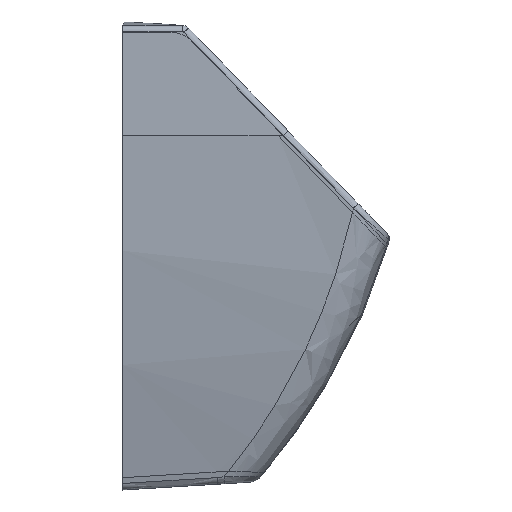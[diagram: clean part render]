
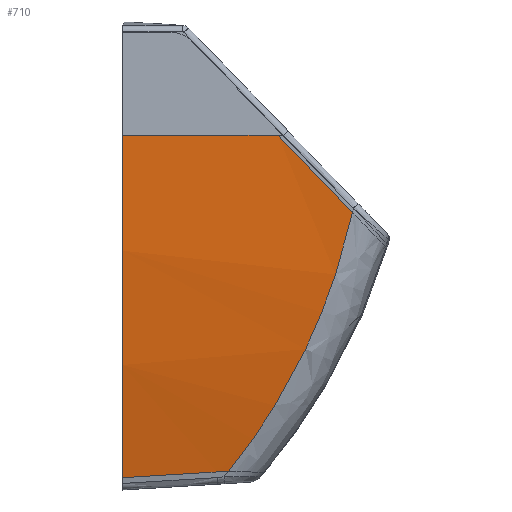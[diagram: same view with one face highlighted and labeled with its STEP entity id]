
A CAD part, left-side view. The second image highlights one B-rep face of the part: STEP entity #710.
In plain terms, the highlighted free-form (B-spline) face has degree [1, 3] with [2, 6] control points.
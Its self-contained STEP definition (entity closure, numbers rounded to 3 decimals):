
#340=LINE('',#7455,#453);
#453=VECTOR('',#4607,1.);
#710=ADVANCED_FACE('',(#1040),#976,.T.);
#976=B_SPLINE_SURFACE_WITH_KNOTS('',1,3,((#7460,#7461,#7462,#7463,#7464,
#7465),(#7466,#7467,#7468,#7469,#7470,#7471)),.UNSPECIFIED.,.F.,.F.,.F.,
(2,2),(4,2,4),(0.,1.),(0.,0.023,1.),.UNSPECIFIED.);
#1040=FACE_OUTER_BOUND('',#1302,.T.);
#1302=EDGE_LOOP('',(#1618,#1619,#1620,#1621,#1622,#1623,#1624));
#1618=ORIENTED_EDGE('',*,*,#3396,.F.);
#1619=ORIENTED_EDGE('',*,*,#3397,.F.);
#1620=ORIENTED_EDGE('',*,*,#3398,.F.);
#1621=ORIENTED_EDGE('',*,*,#3399,.F.);
#1622=ORIENTED_EDGE('',*,*,#3400,.F.);
#1623=ORIENTED_EDGE('',*,*,#3381,.T.);
#1624=ORIENTED_EDGE('',*,*,#3401,.F.);
#2957=VERTEX_POINT('',#6301);
#2958=VERTEX_POINT('',#6306);
#2972=VERTEX_POINT('',#7429);
#2973=VERTEX_POINT('',#7430);
#2974=VERTEX_POINT('',#7441);
#2975=VERTEX_POINT('',#7449);
#2976=VERTEX_POINT('',#7454);
#3381=EDGE_CURVE('',#2958,#2957,#4056,.T.);
#3396=EDGE_CURVE('',#2972,#2973,#4071,.T.);
#3397=EDGE_CURVE('',#2974,#2972,#4072,.T.);
#3398=EDGE_CURVE('',#2975,#2974,#4073,.T.);
#3399=EDGE_CURVE('',#2976,#2975,#4074,.T.);
#3400=EDGE_CURVE('',#2958,#2976,#340,.T.);
#3401=EDGE_CURVE('',#2973,#2957,#4075,.T.);
#4056=B_SPLINE_CURVE_WITH_KNOTS('',3,(#6302,#6303,#6304,#6305),
 .UNSPECIFIED.,.F.,.F.,(4,4),(0.,1.),.UNSPECIFIED.);
#4071=B_SPLINE_CURVE_WITH_KNOTS('',3,(#7415,#7416,#7417,#7418,#7419,#7420,
#7421,#7422,#7423,#7424,#7425,#7426,#7427,#7428),.UNSPECIFIED.,.F.,.F.,
(4,1,2,2,1,2,2,4),(0.,0.125,0.187,0.25,
0.375,0.437,0.5,1.),.UNSPECIFIED.);
#4072=B_SPLINE_CURVE_WITH_KNOTS('',3,(#7431,#7432,#7433,#7434,#7435,#7436,
#7437,#7438,#7439,#7440),.UNSPECIFIED.,.F.,.F.,(4,1,1,1,1,1,1,4),(0.,0.251,
0.505,0.758,0.822,0.885,
0.949,1.),.UNSPECIFIED.);
#4073=B_SPLINE_CURVE_WITH_KNOTS('',3,(#7442,#7443,#7444,#7445,#7446,#7447,
#7448),.UNSPECIFIED.,.F.,.F.,(4,1,1,1,4),(0.,0.493,0.745,
0.998,1.),.UNSPECIFIED.);
#4074=B_SPLINE_CURVE_WITH_KNOTS('',3,(#7450,#7451,#7452,#7453),
 .UNSPECIFIED.,.F.,.F.,(4,4),(0.,1.),.UNSPECIFIED.);
#4075=B_SPLINE_CURVE_WITH_KNOTS('',3,(#7456,#7457,#7458,#7459),
 .UNSPECIFIED.,.F.,.F.,(4,4),(0.,1.),.UNSPECIFIED.);
#4607=DIRECTION('',(0.017,-1.,0.));
#6301=CARTESIAN_POINT('',(-91.382,0.,-534.655));
#6302=CARTESIAN_POINT('',(-142.5,0.,-130.));
#6303=CARTESIAN_POINT('',(-142.5,0.,-266.417));
#6304=CARTESIAN_POINT('',(-125.26,0.,-402.695));
#6305=CARTESIAN_POINT('',(-91.382,0.,-534.655));
#6306=CARTESIAN_POINT('',(-142.501,0.,-130.));
#7415=CARTESIAN_POINT('',(-90.99,-125.054,-527.342));
#7416=CARTESIAN_POINT('',(-91.001,-124.459,-527.343));
#7417=CARTESIAN_POINT('',(-91.015,-123.593,-527.349));
#7418=CARTESIAN_POINT('',(-91.027,-122.769,-527.36));
#7419=CARTESIAN_POINT('',(-91.034,-122.229,-527.369));
#7420=CARTESIAN_POINT('',(-91.038,-121.925,-527.375));
#7421=CARTESIAN_POINT('',(-91.046,-121.256,-527.39));
#7422=CARTESIAN_POINT('',(-91.055,-120.502,-527.411));
#7423=CARTESIAN_POINT('',(-91.063,-119.622,-527.44));
#7424=CARTESIAN_POINT('',(-91.069,-119.008,-527.462));
#7425=CARTESIAN_POINT('',(-91.072,-118.652,-527.475));
#7426=CARTESIAN_POINT('',(-91.095,-115.944,-527.578));
#7427=CARTESIAN_POINT('',(-91.107,-113.712,-527.688));
#7428=CARTESIAN_POINT('',(-91.112,-111.656,-527.817));
#7429=CARTESIAN_POINT('',(-90.99,-125.054,-527.342));
#7430=CARTESIAN_POINT('',(-91.112,-111.656,-527.817));
#7431=CARTESIAN_POINT('',(-118.921,-216.312,-382.703));
#7432=CARTESIAN_POINT('',(-116.995,-210.134,-395.623));
#7433=CARTESIAN_POINT('',(-112.872,-196.958,-421.23));
#7434=CARTESIAN_POINT('',(-106.017,-174.922,-458.508));
#7435=CARTESIAN_POINT('',(-100.436,-156.695,-485.539));
#7436=CARTESIAN_POINT('',(-96.577,-143.882,-503.09));
#7437=CARTESIAN_POINT('',(-94.622,-137.343,-511.772));
#7438=CARTESIAN_POINT('',(-92.766,-131.091,-519.821));
#7439=CARTESIAN_POINT('',(-91.54,-126.928,-525.027));
#7440=CARTESIAN_POINT('',(-90.99,-125.054,-527.342));
#7441=CARTESIAN_POINT('',(-118.921,-216.313,-382.703));
#7442=CARTESIAN_POINT('',(-135.187,-271.836,-221.104));
#7443=CARTESIAN_POINT('',(-133.749,-265.81,-248.489));
#7444=CARTESIAN_POINT('',(-130.583,-254.365,-289.474));
#7445=CARTESIAN_POINT('',(-124.536,-234.383,-342.896));
#7446=CARTESIAN_POINT('',(-120.897,-222.652,-369.438));
#7447=CARTESIAN_POINT('',(-118.938,-216.367,-382.588));
#7448=CARTESIAN_POINT('',(-118.921,-216.312,-382.703));
#7449=CARTESIAN_POINT('',(-135.188,-271.836,-221.104));
#7450=CARTESIAN_POINT('',(-139.291,-183.858,-130.));
#7451=CARTESIAN_POINT('',(-138.712,-216.992,-164.312));
#7452=CARTESIAN_POINT('',(-137.123,-246.318,-194.68));
#7453=CARTESIAN_POINT('',(-135.187,-271.836,-221.104));
#7454=CARTESIAN_POINT('',(-139.291,-183.858,-130.));
#7455=CARTESIAN_POINT('',(-142.5,0.,-130.));
#7456=CARTESIAN_POINT('',(-91.112,-111.656,-527.817));
#7457=CARTESIAN_POINT('',(-91.207,-74.437,-530.095));
#7458=CARTESIAN_POINT('',(-91.297,-37.219,-532.374));
#7459=CARTESIAN_POINT('',(-91.382,0.,-534.655));
#7460=CARTESIAN_POINT('',(-87.537,0.,-549.458));
#7461=CARTESIAN_POINT('',(-88.358,0.,-546.305));
#7462=CARTESIAN_POINT('',(-89.179,0.,-543.153));
#7463=CARTESIAN_POINT('',(-124.791,0.,-406.376));
#7464=CARTESIAN_POINT('',(-142.5,0.,-268.26));
#7465=CARTESIAN_POINT('',(-142.5,0.,-130.));
#7466=CARTESIAN_POINT('',(-81.162,-378.,-547.757));
#7467=CARTESIAN_POINT('',(-81.98,-378.,-544.617));
#7468=CARTESIAN_POINT('',(-82.797,-378.,-541.477));
#7469=CARTESIAN_POINT('',(-118.265,-378.,-405.258));
#7470=CARTESIAN_POINT('',(-135.902,-378.,-267.697));
#7471=CARTESIAN_POINT('',(-135.902,-378.,-130.));
